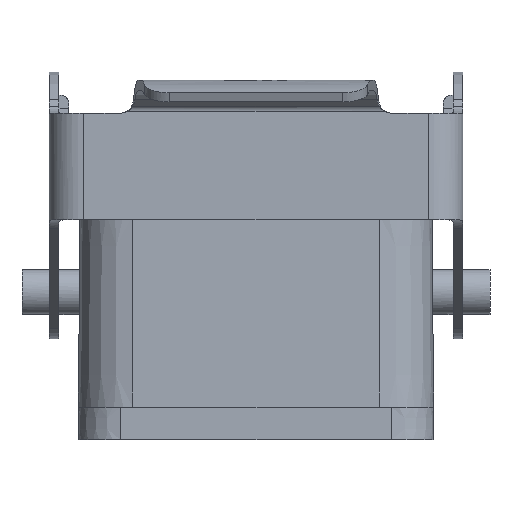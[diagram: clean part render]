
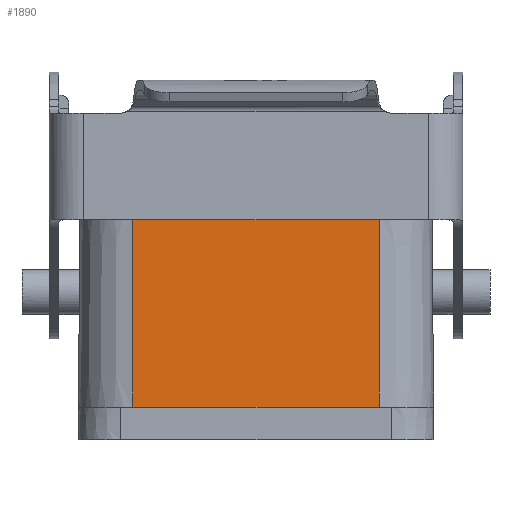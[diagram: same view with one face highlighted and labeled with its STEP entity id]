
A CAD part, left-side view. The second image highlights one B-rep face of the part: STEP entity #1890.
In plain terms, the highlighted planar face has unit normal (-1, 0, 0.009).
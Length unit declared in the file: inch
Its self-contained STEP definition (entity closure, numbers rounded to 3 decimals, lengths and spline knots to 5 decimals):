
#125 = CARTESIAN_POINT ( 'NONE',  ( -173.01147, -0.59055, -19645.66929 ) ) ;
#174 = LINE ( 'NONE', #10429, #5278 ) ;
#197 = VERTEX_POINT ( 'NONE', #8231 ) ;
#740 = CARTESIAN_POINT ( 'NONE',  ( -1.5681, 0.59055, -0.20472 ) ) ;
#1890 = ADVANCED_FACE ( 'NONE', ( #4863 ), #8948, .T. ) ;
#1978 = DIRECTION ( 'NONE',  ( -0.009, 0., -1. ) ) ;
#2121 = LINE ( 'NONE', #125, #10253 ) ;
#2263 = CARTESIAN_POINT ( 'NONE',  ( -1.5681, -0.59055, -0.20472 ) ) ;
#2935 = DIRECTION ( 'NONE',  ( 0.009, 0., 1. ) ) ;
#3931 = CARTESIAN_POINT ( 'NONE',  ( -1.57087, -0.62799, -0.52188 ) ) ;
#3968 = EDGE_CURVE ( 'NONE', #11144, #11525, #2121, .T. ) ;
#4038 = DIRECTION ( 'NONE',  ( 0., 1., 0. ) ) ;
#4220 = DIRECTION ( 'NONE',  ( 0.009, 0., 1. ) ) ;
#4711 = AXIS2_PLACEMENT_3D ( 'NONE', #3931, #12007, #2935 ) ;
#4863 = FACE_OUTER_BOUND ( 'NONE', #9298, .T. ) ;
#5278 = VECTOR ( 'NONE', #4220, 39.37008 ) ;
#5544 = VERTEX_POINT ( 'NONE', #740 ) ;
#6030 = ORIENTED_EDGE ( 'NONE', *, *, #3968, .F. ) ;
#6095 = CARTESIAN_POINT ( 'NONE',  ( -1.5681, 0.84646, -0.20472 ) ) ;
#6119 = VECTOR ( 'NONE', #6346, 39.37008 ) ;
#6346 = DIRECTION ( 'NONE',  ( 0., -1., 0. ) ) ;
#6633 = ORIENTED_EDGE ( 'NONE', *, *, #8435, .T. ) ;
#7190 = CARTESIAN_POINT ( 'NONE',  ( -1.57617, -0.84646, -1.12992 ) ) ;
#7756 = VECTOR ( 'NONE', #4038, 39.37008 ) ;
#8231 = CARTESIAN_POINT ( 'NONE',  ( -1.57617, 0.59055, -1.12992 ) ) ;
#8435 = EDGE_CURVE ( 'NONE', #197, #11525, #11294, .T. ) ;
#8506 = EDGE_CURVE ( 'NONE', #197, #5544, #174, .T. ) ;
#8948 = PLANE ( 'NONE',  #4711 ) ;
#9298 = EDGE_LOOP ( 'NONE', ( #6633, #6030, #10072, #12673 ) ) ;
#10072 = ORIENTED_EDGE ( 'NONE', *, *, #12152, .T. ) ;
#10250 = LINE ( 'NONE', #6095, #7756 ) ;
#10253 = VECTOR ( 'NONE', #1978, 39.37008 ) ;
#10429 = CARTESIAN_POINT ( 'NONE',  ( -173.01147, 0.59055, -19645.66929 ) ) ;
#11091 = CARTESIAN_POINT ( 'NONE',  ( -1.57617, -0.59055, -1.12992 ) ) ;
#11144 = VERTEX_POINT ( 'NONE', #2263 ) ;
#11294 = LINE ( 'NONE', #7190, #6119 ) ;
#11525 = VERTEX_POINT ( 'NONE', #11091 ) ;
#12007 = DIRECTION ( 'NONE',  ( -1., 0., 0.009 ) ) ;
#12152 = EDGE_CURVE ( 'NONE', #11144, #5544, #10250, .T. ) ;
#12673 = ORIENTED_EDGE ( 'NONE', *, *, #8506, .F. ) ;
